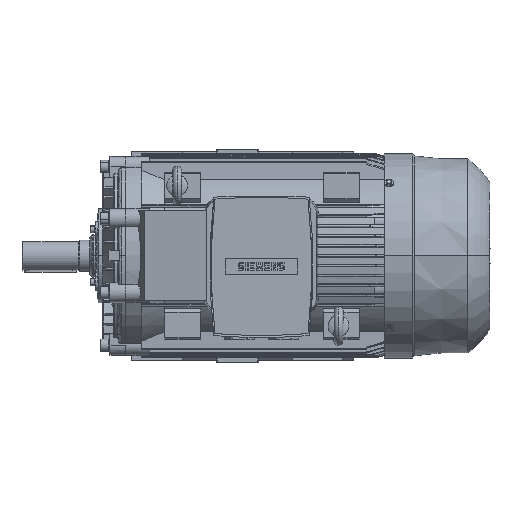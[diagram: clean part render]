
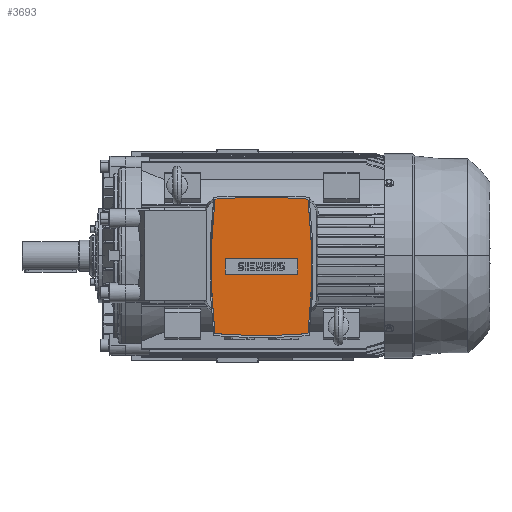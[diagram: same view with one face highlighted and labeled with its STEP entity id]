
A CAD part, top view. The second image highlights one B-rep face of the part: STEP entity #3693.
In plain terms, the highlighted planar face has unit normal (0, 0, 1).
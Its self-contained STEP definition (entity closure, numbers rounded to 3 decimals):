
#3693=ADVANCED_FACE('',(#9205,#9206),#9207,.T.);
#9205=FACE_BOUND('',#17349,.T.);
#9206=FACE_OUTER_BOUND('',#17350,.T.);
#9207=PLANE('',#17351);
#17349=EDGE_LOOP('',(#26514,#26515,#26516,#26517));
#17350=EDGE_LOOP('',(#26518,#26519,#26520,#26521,#26522,#26523));
#17351=AXIS2_PLACEMENT_3D('',#26524,#26525,#26526);
#26514=ORIENTED_EDGE('',*,*,#50086,.T.);
#26515=ORIENTED_EDGE('',*,*,#50090,.T.);
#26516=ORIENTED_EDGE('',*,*,#50093,.T.);
#26517=ORIENTED_EDGE('',*,*,#50095,.T.);
#26518=ORIENTED_EDGE('',*,*,#50171,.T.);
#26519=ORIENTED_EDGE('',*,*,#50173,.T.);
#26520=ORIENTED_EDGE('',*,*,#49639,.T.);
#26521=ORIENTED_EDGE('',*,*,#50165,.T.);
#26522=ORIENTED_EDGE('',*,*,#49650,.T.);
#26523=ORIENTED_EDGE('',*,*,#50162,.T.);
#26524=CARTESIAN_POINT('',(261.0,-21.0,446.5));
#26525=DIRECTION('',(0.0,0.0,1.0));
#26526=DIRECTION('',(0.0,-1.0,0.0));
#49639=EDGE_CURVE('',#59444,#59448,#59450,.T.);
#49650=EDGE_CURVE('',#59470,#59467,#59471,.T.);
#50086=EDGE_CURVE('',#60123,#60121,#60124,.T.);
#50090=EDGE_CURVE('',#60121,#60127,#60129,.T.);
#50093=EDGE_CURVE('',#60127,#60131,#60133,.T.);
#50095=EDGE_CURVE('',#60131,#60123,#60135,.T.);
#50162=EDGE_CURVE('',#59467,#60230,#60232,.T.);
#50165=EDGE_CURVE('',#59448,#59470,#60235,.T.);
#50171=EDGE_CURVE('',#60230,#60240,#60242,.T.);
#50173=EDGE_CURVE('',#60240,#59444,#60244,.T.);
#59444=VERTEX_POINT('',#74423);
#59448=VERTEX_POINT('',#74428);
#59450=CIRCLE('',#74431,1217.46);
#59467=VERTEX_POINT('',#74489);
#59470=VERTEX_POINT('',#74493);
#59471=CIRCLE('',#74494,1217.46);
#60121=VERTEX_POINT('',#75412);
#60123=VERTEX_POINT('',#75415);
#60124=LINE('',#75416,#75417);
#60127=VERTEX_POINT('',#75421);
#60129=LINE('',#75424,#75425);
#60131=VERTEX_POINT('',#75427);
#60133=LINE('',#75430,#75431);
#60135=LINE('',#75433,#75434);
#60230=VERTEX_POINT('',#75588);
#60232=CIRCLE('',#75591,1217.46);
#60235=CIRCLE('',#75594,1170.4);
#60240=VERTEX_POINT('',#75600);
#60242=CIRCLE('',#75603,1170.4);
#60244=CIRCLE('',#75605,1217.46);
#74423=CARTESIAN_POINT('',(261.0,-153.5,446.5));
#74428=CARTESIAN_POINT('',(350.345,-150.217,446.5));
#74431=AXIS2_PLACEMENT_3D('',#105293,#105294,#105295);
#74489=CARTESIAN_POINT('',(261.0,111.5,446.5));
#74493=CARTESIAN_POINT('',(350.345,108.217,446.5));
#74494=AXIS2_PLACEMENT_3D('',#105309,#105310,#105311);
#75412=CARTESIAN_POINT('',(191.0,-36.0,446.5));
#75415=CARTESIAN_POINT('',(331.0,-36.0,446.5));
#75416=CARTESIAN_POINT('',(261.0,-36.0,446.5));
#75417=VECTOR('',#105734,1.0);
#75421=CARTESIAN_POINT('',(191.0,-6.0,446.5));
#75424=CARTESIAN_POINT('',(191.0,-21.0,446.5));
#75425=VECTOR('',#105737,1.0);
#75427=CARTESIAN_POINT('',(331.0,-6.0,446.5));
#75430=CARTESIAN_POINT('',(261.0,-6.0,446.5));
#75431=VECTOR('',#105739,1.0);
#75433=CARTESIAN_POINT('',(331.0,-21.0,446.5));
#75434=VECTOR('',#105740,1.0);
#75588=CARTESIAN_POINT('',(171.655,108.217,446.5));
#75591=AXIS2_PLACEMENT_3D('',#105839,#105840,#105841);
#75594=AXIS2_PLACEMENT_3D('',#105842,#105843,#105844);
#75600=CARTESIAN_POINT('',(171.655,-150.217,446.5));
#75603=AXIS2_PLACEMENT_3D('',#105847,#105848,#105849);
#75605=AXIS2_PLACEMENT_3D('',#105850,#105851,#105852);
#105293=CARTESIAN_POINT('',(261.0,1063.96,446.5));
#105294=DIRECTION('',(0.0,-0.0,1.0));
#105295=DIRECTION('',(0.0,1.0,0.0));
#105309=CARTESIAN_POINT('',(261.0,-1105.96,446.5));
#105310=DIRECTION('',(0.0,-0.0,1.0));
#105311=DIRECTION('',(0.0,1.0,0.0));
#105734=DIRECTION('',(-1.0,0.0,0.0));
#105737=DIRECTION('',(0.0,1.0,0.0));
#105739=DIRECTION('',(1.0,0.0,-0.0));
#105740=DIRECTION('',(0.0,-1.0,0.0));
#105839=CARTESIAN_POINT('',(261.0,-1105.96,446.5));
#105840=DIRECTION('',(0.0,-0.0,1.0));
#105841=DIRECTION('',(0.0,1.0,0.0));
#105842=CARTESIAN_POINT('',(-812.9,-21.0,446.5));
#105843=DIRECTION('',(0.0,-0.0,1.0));
#105844=DIRECTION('',(0.0,1.0,0.0));
#105847=CARTESIAN_POINT('',(1334.9,-21.0,446.5));
#105848=DIRECTION('',(0.0,-0.0,1.0));
#105849=DIRECTION('',(0.0,1.0,0.0));
#105850=CARTESIAN_POINT('',(261.0,1063.96,446.5));
#105851=DIRECTION('',(0.0,-0.0,1.0));
#105852=DIRECTION('',(0.0,1.0,0.0));
